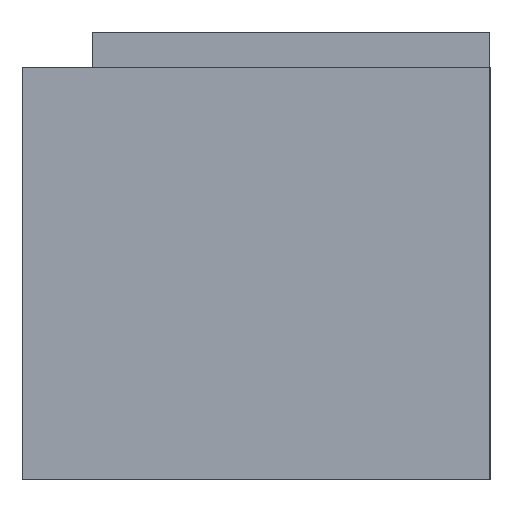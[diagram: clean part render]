
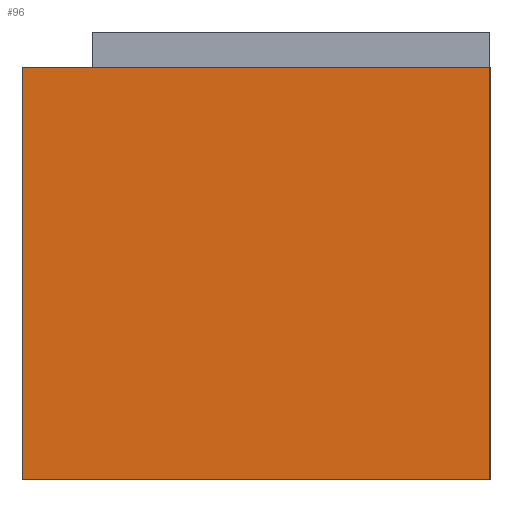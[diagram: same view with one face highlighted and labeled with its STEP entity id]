
A CAD part, left-side view. The second image highlights one B-rep face of the part: STEP entity #96.
In plain terms, the highlighted planar face has unit normal (-1, 0, 0).
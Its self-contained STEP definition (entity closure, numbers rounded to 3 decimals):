
#96 = ADVANCED_FACE( '', ( #196 ), #197, .T. );
#196 = FACE_OUTER_BOUND( '', #291, .T. );
#197 = PLANE( '', #292 );
#291 = EDGE_LOOP( '', ( #508, #509, #510, #511 ) );
#292 = AXIS2_PLACEMENT_3D( '', #512, #513, #514 );
#508 = ORIENTED_EDGE( '', *, *, #563, .F. );
#509 = ORIENTED_EDGE( '', *, *, #582, .T. );
#510 = ORIENTED_EDGE( '', *, *, #567, .T. );
#511 = ORIENTED_EDGE( '', *, *, #555, .F. );
#512 = CARTESIAN_POINT( '', ( -36., -19.85, 0. ) );
#513 = DIRECTION( '', ( -1., 0., 0. ) );
#514 = DIRECTION( '', ( 0., 0., 1. ) );
#555 = EDGE_CURVE( '', #663, #641, #665, .T. );
#563 = EDGE_CURVE( '', #675, #663, #677, .T. );
#567 = EDGE_CURVE( '', #679, #641, #683, .T. );
#582 = EDGE_CURVE( '', #675, #679, #705, .T. );
#641 = VERTEX_POINT( '', #781 );
#663 = VERTEX_POINT( '', #814 );
#665 = LINE( '', #817, #818 );
#675 = VERTEX_POINT( '', #832 );
#677 = LINE( '', #835, #836 );
#679 = VERTEX_POINT( '', #838 );
#683 = LINE( '', #844, #845 );
#705 = LINE( '', #878, #879 );
#781 = CARTESIAN_POINT( '', ( -36., 19.85, 0. ) );
#814 = CARTESIAN_POINT( '', ( -36., 19.85, -35. ) );
#817 = CARTESIAN_POINT( '', ( -36., 19.85, 0. ) );
#818 = VECTOR( '', #962, 1000. );
#832 = CARTESIAN_POINT( '', ( -36., -19.85, -35. ) );
#835 = CARTESIAN_POINT( '', ( -36., -19.85, -35. ) );
#836 = VECTOR( '', #968, 1000. );
#838 = CARTESIAN_POINT( '', ( -36., -19.85, 0. ) );
#844 = CARTESIAN_POINT( '', ( -36., -19.85, 0. ) );
#845 = VECTOR( '', #971, 1000. );
#878 = CARTESIAN_POINT( '', ( -36., -19.85, 0. ) );
#879 = VECTOR( '', #983, 1000. );
#962 = DIRECTION( '', ( 0., 0., 1. ) );
#968 = DIRECTION( '', ( 0., 1., 0. ) );
#971 = DIRECTION( '', ( 0., 1., 0. ) );
#983 = DIRECTION( '', ( 0., 0., 1. ) );
